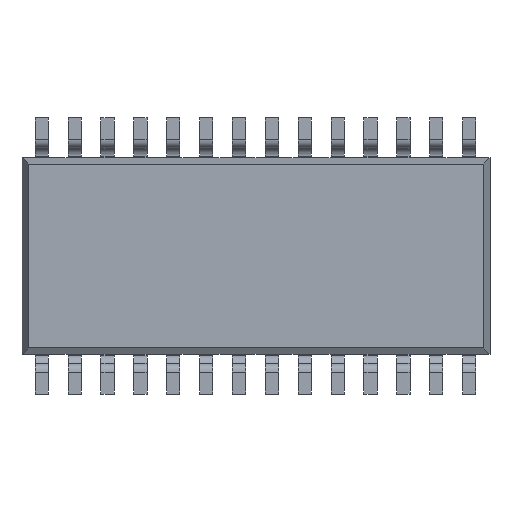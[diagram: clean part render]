
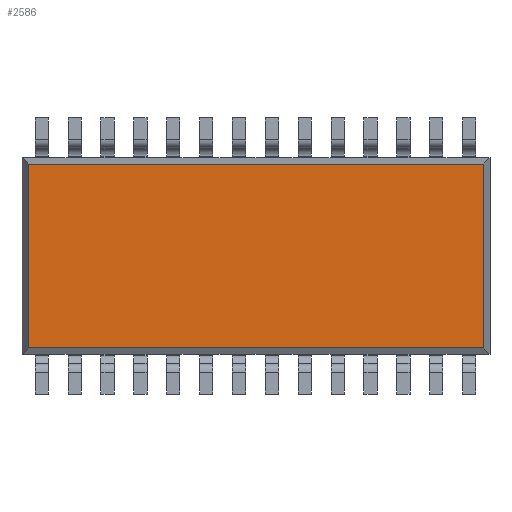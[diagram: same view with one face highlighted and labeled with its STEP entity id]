
A CAD part, front view. The second image highlights one B-rep face of the part: STEP entity #2586.
In plain terms, the highlighted planar face has unit normal (0, -1, 0).
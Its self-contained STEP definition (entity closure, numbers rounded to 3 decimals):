
#2243 = EDGE_CURVE ( 'NONE', #2277, #2244, #8446, .T. ) ;
#2244 = VERTEX_POINT ( 'NONE', #8442 ) ;
#2277 = VERTEX_POINT ( 'NONE', #8542 ) ;
#2511 = EDGE_LOOP ( 'NONE', ( #2534, #2518, #2573, #2574 ) ) ;
#2518 = ORIENTED_EDGE ( 'NONE', *, *, #2576, .T. ) ;
#2519 = EDGE_CURVE ( 'NONE', #2585, #2529, #9040, .T. ) ;
#2529 = VERTEX_POINT ( 'NONE', #9100 ) ;
#2534 = ORIENTED_EDGE ( 'NONE', *, *, #2519, .T. ) ;
#2536 = EDGE_CURVE ( 'NONE', #2277, #2585, #9094, .T. ) ;
#2573 = ORIENTED_EDGE ( 'NONE', *, *, #2243, .F. ) ;
#2574 = ORIENTED_EDGE ( 'NONE', *, *, #2536, .T. ) ;
#2576 = EDGE_CURVE ( 'NONE', #2529, #2244, #9187, .T. ) ;
#2585 = VERTEX_POINT ( 'NONE', #9175 ) ;
#2586 = ADVANCED_FACE ( 'NONE', ( #9174 ), #9218, .F. ) ;
#8442 = CARTESIAN_POINT ( 'NONE',  ( 0.241, 0., -7.349 ) ) ;
#8443 = DIRECTION ( 'NONE',  ( -1., 0., 0. ) ) ;
#8444 = VECTOR ( 'NONE', #8443, 1000. ) ;
#8445 = CARTESIAN_POINT ( 'NONE',  ( 18.08, 0., -7.349 ) ) ;
#8446 = LINE ( 'NONE', #8445, #8444 ) ;
#8542 = CARTESIAN_POINT ( 'NONE',  ( 17.839, 0., -7.349 ) ) ;
#9037 = DIRECTION ( 'NONE',  ( -1., 0., 0. ) ) ;
#9038 = VECTOR ( 'NONE', #9037, 1000. ) ;
#9039 = CARTESIAN_POINT ( 'NONE',  ( 18.08, 0., -0.241 ) ) ;
#9040 = LINE ( 'NONE', #9039, #9038 ) ;
#9091 = DIRECTION ( 'NONE',  ( 0., 0., 1. ) ) ;
#9092 = VECTOR ( 'NONE', #9091, 1000. ) ;
#9093 = CARTESIAN_POINT ( 'NONE',  ( 17.839, 0., -0.241 ) ) ;
#9094 = LINE ( 'NONE', #9093, #9092 ) ;
#9100 = CARTESIAN_POINT ( 'NONE',  ( 0.241, 0., -0.241 ) ) ;
#9174 = FACE_OUTER_BOUND ( 'NONE', #2511, .T. ) ;
#9175 = CARTESIAN_POINT ( 'NONE',  ( 17.839, 0., -0.241 ) ) ;
#9184 = DIRECTION ( 'NONE',  ( 0., 0., -1. ) ) ;
#9185 = VECTOR ( 'NONE', #9184, 1000. ) ;
#9186 = CARTESIAN_POINT ( 'NONE',  ( 0.241, 0., -7.349 ) ) ;
#9187 = LINE ( 'NONE', #9186, #9185 ) ;
#9214 = DIRECTION ( 'NONE',  ( 0., 0., 1. ) ) ;
#9215 = DIRECTION ( 'NONE',  ( 0., 1., 0. ) ) ;
#9216 = CARTESIAN_POINT ( 'NONE',  ( 18.08, 0., -0.241 ) ) ;
#9217 = AXIS2_PLACEMENT_3D ( 'NONE', #9216, #9215, #9214 ) ;
#9218 = PLANE ( 'NONE',  #9217 ) ;
